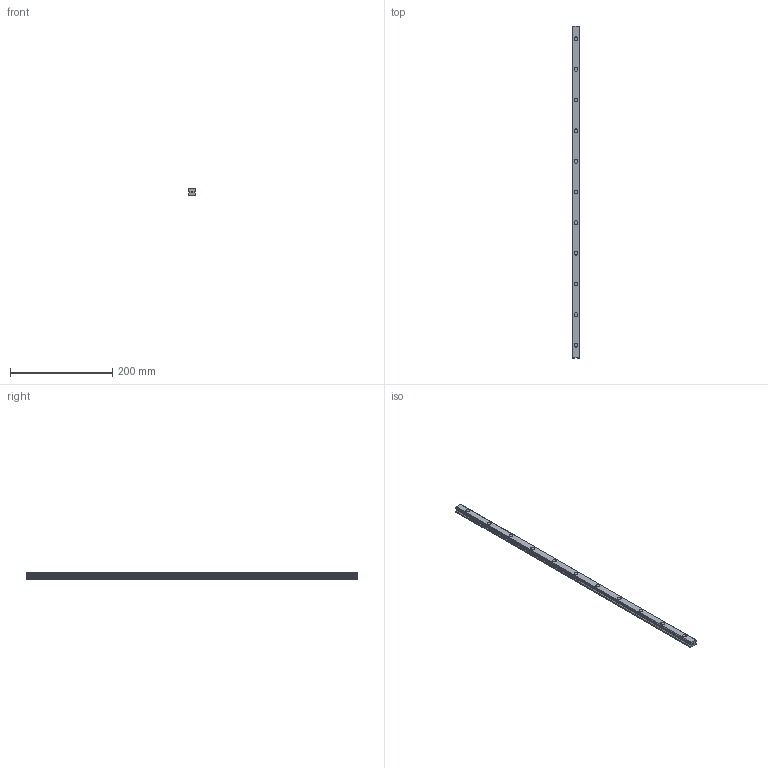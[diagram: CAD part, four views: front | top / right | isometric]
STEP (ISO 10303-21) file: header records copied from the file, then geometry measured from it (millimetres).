
FILE_DESCRIPTION(('STEP AP214'),'1');
FILE_NAME('cctmp_D5778836-0503-451F-B9B2-08AF9792247F_2021_02_03_10_57_31_0735..stp','2021-02-03T09:57:31',('HIWIN GmbH'),('CADClick - www.CADClick.com'),'Spatial InterOp 3D',' ','unknown authorization');
FILE_SCHEMA(('AUTOMOTIVE_DESIGN'));
Length unit declared in the file: millimetre
Products named in the file (1): EGR15U650C_FILE
Bounding box: 15 x 650 x 12.5 mm (x, y, z)
Volume: 103491.9 mm3; surface area: 39883.9 mm2
Topology: 1 solids, 1 shells, 213 faces, 555 edges, 370 vertices
Faces by surface type: plane 129, cylinder 84
Entity records: 8329 total; most frequent: DIRECTION 1195, CARTESIAN_POINT 1139, ORIENTED_EDGE 1110, EDGE_CURVE 555, AXIS2_PLACEMENT_3D 426, VERTEX_POINT 370, LINE 343, VECTOR 343
